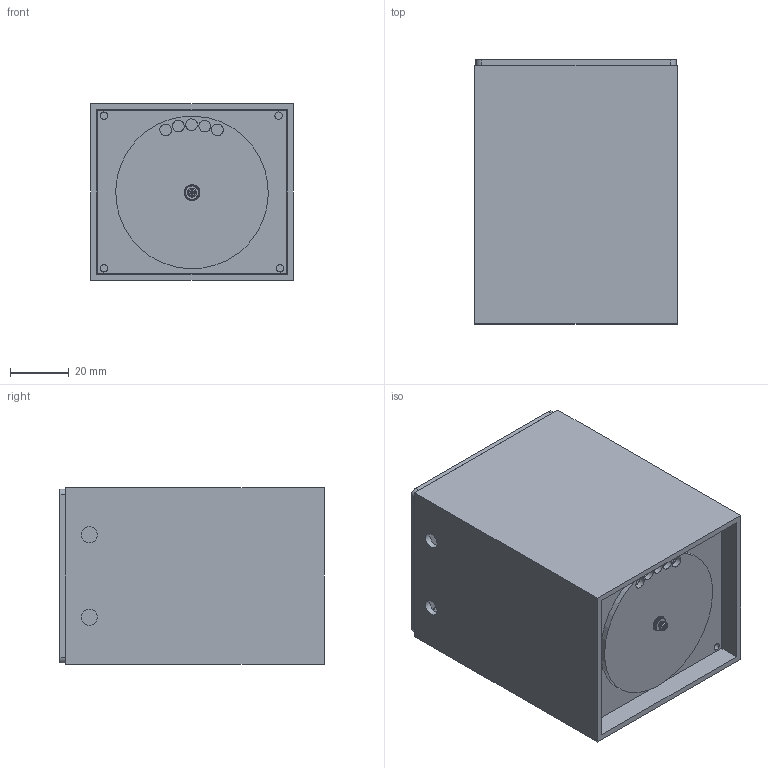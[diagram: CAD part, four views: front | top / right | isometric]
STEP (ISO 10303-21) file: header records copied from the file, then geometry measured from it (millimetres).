
FILE_DESCRIPTION(/* description */ ('','CAx-IF Rec.Pracs.---Representation and Presentation of Product Manufacturing Information (PMI)---4.0---2014-10-13'),/* implementation_level */ '2;1');
FILE_NAME(/* name */ 'spicies container rev 1_v1.step',/* time_stamp */ '2025-01-08T23:54:56+01:00',/* author */ (''),/* organization */ (''),/* preprocessor_version */ 'ST-DEVELOPER v20',/* originating_system */ 'Autodesk Translation Framework v13.20.0.188',/* authorisation */ '');
FILE_SCHEMA (('AP242_MANAGED_MODEL_BASED_3D_ENGINEERING_MIM_LF { 1 0 10303 442 1 1 4 }'));
Products named in the file (8): spicies container rev 1; przykrywka; SG90 - Micro Servo 9g - Tower Pro v1; SG90 - Micro Servo 9g - Tower Pro.1_Pea; SG90 - Micro Servo 9g - Tower Pro.5_BS EN ISO 7045 - M2 x 8 - Z - 8S; SG90 - Micro Servo 9g - Tower Pro.6_BS EN ISO 7045 - M2 x 4 - Z - 4S; uszczelniacz; krazek
Assembly tree (8 placements, depth 3):
  spicies container rev 1
    przykrywka
    SG90 - Micro Servo 9g - Tower Pro v1
      SG90 - Micro Servo 9g - Tower Pro.1_Pea
      SG90 - Micro Servo 9g - Tower Pro.5_BS EN ISO 7045 - M2 x 8 - Z - 8S  x2
      SG90 - Micro Servo 9g - Tower Pro.6_BS EN ISO 7045 - M2 x 4 - Z - 4S
    uszczelniacz
    krazek
Bounding box: 69 x 90 x 60 mm (x, y, z)
Volume: 108286.8 mm3; surface area: 95416 mm2
Topology: 20 solids, 20 shells, 1305 faces, 4078 edges, 2939 vertices
Faces by surface type: plane 725, cylinder 335, cone 103, bspline 95, torus 40, sphere 7
Full cylindrical faces by diameter (mm): 0.2 x1, 0.5 x1, 1 x3, 1.6 x6, 1.8 x4, 2 x43, 2.5 x4, 3.1 x1, 4 x20, 4.8 x2, 5 x1, 5.5 x2, 52 x1
Entity records: 52228 total; most frequent: CARTESIAN_POINT 17633, ORIENTED_EDGE 7734, DIRECTION 6331, EDGE_CURVE 3867, VERTEX_POINT 2804, LINE 2225, VECTOR 2225, AXIS2_PLACEMENT_3D 2053
